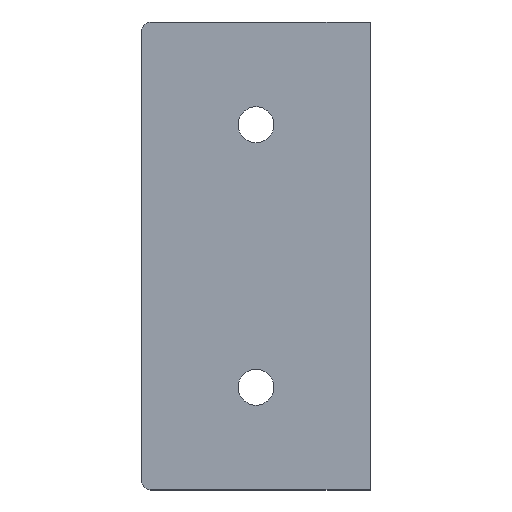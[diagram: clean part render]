
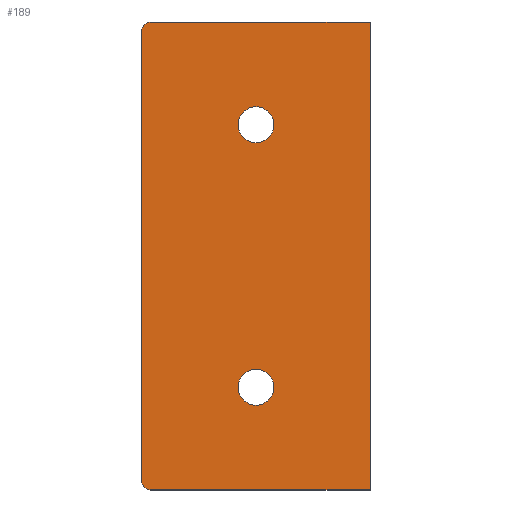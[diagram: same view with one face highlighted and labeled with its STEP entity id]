
A CAD part, top view. The second image highlights one B-rep face of the part: STEP entity #189.
In plain terms, the highlighted planar face has unit normal (0, 0, 1).
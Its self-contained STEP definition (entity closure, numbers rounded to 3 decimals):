
#15=FACE_BOUND('',#44,.T.);
#16=FACE_BOUND('',#45,.T.);
#23=PLANE('',#221);
#33=FACE_OUTER_BOUND('',#43,.T.);
#43=EDGE_LOOP('',(#161,#162,#163,#164,#165,#166));
#44=EDGE_LOOP('',(#167));
#45=EDGE_LOOP('',(#168));
#53=LINE('',#297,#69);
#56=LINE('',#303,#72);
#59=LINE('',#309,#75);
#63=LINE('',#321,#79);
#69=VECTOR('',#243,10.);
#72=VECTOR('',#248,10.);
#75=VECTOR('',#253,10.);
#79=VECTOR('',#265,10.);
#81=CIRCLE('',#206,3.15);
#83=CIRCLE('',#209,3.15);
#86=CIRCLE('',#216,1.5);
#88=CIRCLE('',#220,1.5);
#89=VERTEX_POINT('',#279);
#91=VERTEX_POINT('',#285);
#95=VERTEX_POINT('',#294);
#96=VERTEX_POINT('',#296);
#98=VERTEX_POINT('',#302);
#100=VERTEX_POINT('',#308);
#102=VERTEX_POINT('',#314);
#104=VERTEX_POINT('',#320);
#105=EDGE_CURVE('',#89,#89,#81,.T.);
#108=EDGE_CURVE('',#91,#91,#83,.T.);
#113=EDGE_CURVE('',#96,#95,#53,.T.);
#116=EDGE_CURVE('',#98,#96,#56,.T.);
#119=EDGE_CURVE('',#100,#98,#59,.T.);
#122=EDGE_CURVE('',#102,#100,#86,.T.);
#125=EDGE_CURVE('',#104,#102,#63,.T.);
#128=EDGE_CURVE('',#95,#104,#88,.T.);
#161=ORIENTED_EDGE('',*,*,#128,.T.);
#162=ORIENTED_EDGE('',*,*,#125,.T.);
#163=ORIENTED_EDGE('',*,*,#122,.T.);
#164=ORIENTED_EDGE('',*,*,#119,.T.);
#165=ORIENTED_EDGE('',*,*,#116,.T.);
#166=ORIENTED_EDGE('',*,*,#113,.T.);
#167=ORIENTED_EDGE('',*,*,#105,.T.);
#168=ORIENTED_EDGE('',*,*,#108,.T.);
#189=ADVANCED_FACE('',(#33,#15,#16),#23,.T.);
#206=AXIS2_PLACEMENT_3D('',#280,#227,#228);
#209=AXIS2_PLACEMENT_3D('',#286,#234,#235);
#216=AXIS2_PLACEMENT_3D('',#315,#259,#260);
#220=AXIS2_PLACEMENT_3D('',#325,#271,#272);
#221=AXIS2_PLACEMENT_3D('',#326,#273,#274);
#227=DIRECTION('center_axis',(0.,0.,-1.));
#228=DIRECTION('ref_axis',(1.,0.,0.));
#234=DIRECTION('center_axis',(0.,0.,-1.));
#235=DIRECTION('ref_axis',(1.,0.,0.));
#243=DIRECTION('',(-1.,0.,0.));
#248=DIRECTION('',(0.,1.,0.));
#253=DIRECTION('',(1.,0.,0.));
#259=DIRECTION('center_axis',(0.,0.,1.));
#260=DIRECTION('ref_axis',(-1.,0.,0.));
#265=DIRECTION('',(0.,-1.,0.));
#271=DIRECTION('center_axis',(0.,0.,1.));
#272=DIRECTION('ref_axis',(0.,1.,0.));
#273=DIRECTION('center_axis',(0.,0.,1.));
#274=DIRECTION('ref_axis',(1.,0.,0.));
#279=CARTESIAN_POINT('',(-23.15,18.,1.5));
#280=CARTESIAN_POINT('Origin',(-20.,18.,1.5));
#285=CARTESIAN_POINT('',(-23.15,64.,1.5));
#286=CARTESIAN_POINT('Origin',(-20.,64.,1.5));
#294=CARTESIAN_POINT('',(-38.5,82.,1.5));
#296=CARTESIAN_POINT('',(0.,82.,1.5));
#297=CARTESIAN_POINT('',(0.,82.,1.5));
#302=CARTESIAN_POINT('',(0.,0.,1.5));
#303=CARTESIAN_POINT('',(0.,0.,1.5));
#308=CARTESIAN_POINT('',(-38.5,0.,1.5));
#309=CARTESIAN_POINT('',(-38.5,0.,1.5));
#314=CARTESIAN_POINT('',(-40.,1.5,1.5));
#315=CARTESIAN_POINT('Origin',(-38.5,1.5,1.5));
#320=CARTESIAN_POINT('',(-40.,80.5,1.5));
#321=CARTESIAN_POINT('',(-40.,80.5,1.5));
#325=CARTESIAN_POINT('Origin',(-38.5,80.5,1.5));
#326=CARTESIAN_POINT('Origin',(-20.,41.,1.5));
